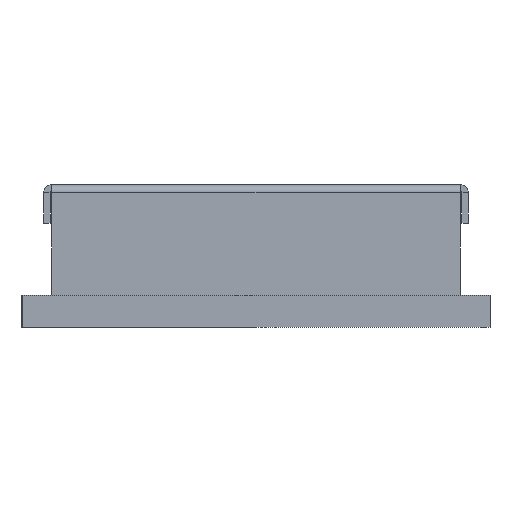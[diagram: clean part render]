
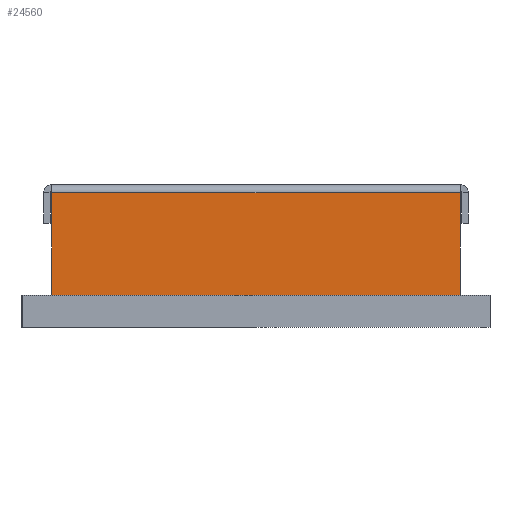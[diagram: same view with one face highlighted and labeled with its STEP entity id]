
A CAD part, front view. The second image highlights one B-rep face of the part: STEP entity #24560.
In plain terms, the highlighted face is planar.
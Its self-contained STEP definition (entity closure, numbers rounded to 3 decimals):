
#237=PLANE('',#26290);
#5573=ORIENTED_EDGE('',*,*,#7592,.T.);
#5574=ORIENTED_EDGE('',*,*,#6295,.F.);
#5575=ORIENTED_EDGE('',*,*,#7738,.F.);
#5576=ORIENTED_EDGE('',*,*,#7747,.T.);
#6295=EDGE_CURVE('',#8238,#8239,#9688,.T.);
#7592=EDGE_CURVE('',#9275,#8239,#10118,.T.);
#7738=EDGE_CURVE('',#9391,#8238,#10158,.T.);
#7747=EDGE_CURVE('',#9391,#9275,#10164,.T.);
#8238=VERTEX_POINT('',#31890);
#8239=VERTEX_POINT('',#31891);
#9275=VERTEX_POINT('',#37410);
#9391=VERTEX_POINT('',#38506);
#9688=LINE('',#31889,#10483);
#10118=LINE('',#37417,#10913);
#10158=LINE('',#38507,#10953);
#10164=LINE('',#38539,#10959);
#10483=VECTOR('',#27050,1000.);
#10913=VECTOR('',#30286,1000.);
#10953=VECTOR('',#30386,1000.);
#10959=VECTOR('',#30406,1000.);
#13011=EDGE_LOOP('',(#5573,#5574,#5575,#5576));
#15070=FACE_BOUND('',#13011,.T.);
#24560=ADVANCED_FACE('',(#15070),#237,.F.);
#26290=AXIS2_PLACEMENT_3D('',#38540,#30407,#30408);
#27050=DIRECTION('',(0.,-1.,0.));
#30286=DIRECTION('',(0.,0.,-1.));
#30386=DIRECTION('',(0.,0.,-1.));
#30406=DIRECTION('',(0.,-1.,0.));
#30407=DIRECTION('',(-1.,0.,0.));
#30408=DIRECTION('',(0.,0.,1.));
#31889=CARTESIAN_POINT('',(8.265,6.375,1.));
#31890=CARTESIAN_POINT('',(8.265,6.375,1.));
#31891=CARTESIAN_POINT('',(8.265,-6.375,1.));
#37410=CARTESIAN_POINT('',(8.265,-6.375,4.2));
#37417=CARTESIAN_POINT('',(8.265,-6.375,4.45));
#38506=CARTESIAN_POINT('',(8.265,6.375,4.2));
#38507=CARTESIAN_POINT('',(8.265,6.375,4.45));
#38539=CARTESIAN_POINT('',(8.265,6.375,4.2));
#38540=CARTESIAN_POINT('',(8.265,6.375,4.45));
